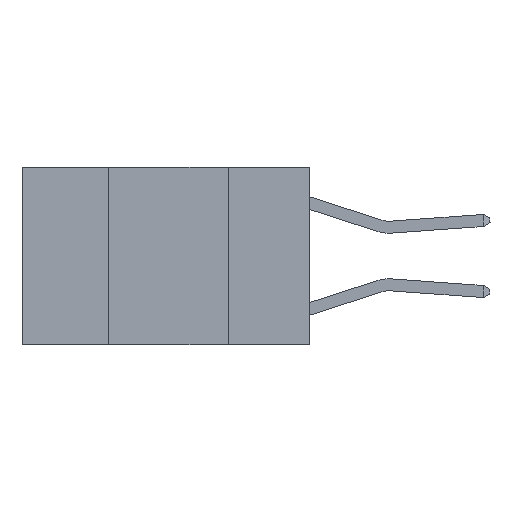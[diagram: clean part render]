
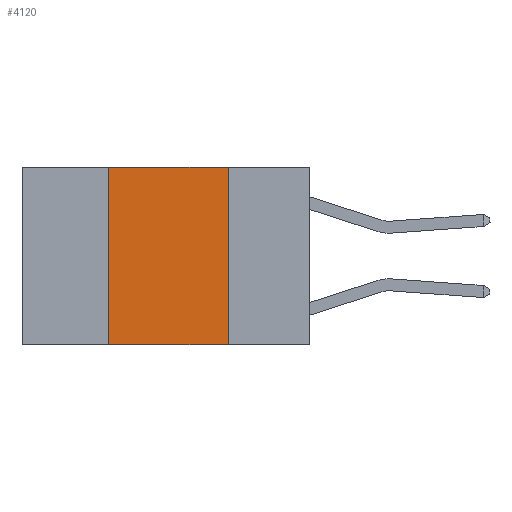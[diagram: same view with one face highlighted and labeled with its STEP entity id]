
A CAD part, left-side view. The second image highlights one B-rep face of the part: STEP entity #4120.
In plain terms, the highlighted planar face has unit normal (-1, 0, 0).
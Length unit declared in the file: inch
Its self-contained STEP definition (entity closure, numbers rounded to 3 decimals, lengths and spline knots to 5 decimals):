
#1103 = CARTESIAN_POINT ( 'NONE',  ( 0., 0.6, 0. ) ) ;
#1695 = CARTESIAN_POINT ( 'NONE',  ( 0., 0.6, -0.37 ) ) ;
#1877 = VERTEX_POINT ( 'NONE', #3607 ) ;
#2215 = EDGE_LOOP ( 'NONE', ( #13824, #8984, #7101, #3491 ) ) ;
#3282 = EDGE_CURVE ( 'NONE', #1877, #16090, #13538, .T. ) ;
#3362 = AXIS2_PLACEMENT_3D ( 'NONE', #12871, #5141, #14180 ) ;
#3491 = ORIENTED_EDGE ( 'NONE', *, *, #14770, .T. ) ;
#3607 = CARTESIAN_POINT ( 'NONE',  ( 0., 0.17, 0. ) ) ;
#4120 = ADVANCED_FACE ( 'NONE', ( #14721 ), #7682, .F. ) ;
#4175 = VECTOR ( 'NONE', #8878, 39.37008 ) ;
#4604 = VECTOR ( 'NONE', #9455, 39.37008 ) ;
#5141 = DIRECTION ( 'NONE',  ( 1., 0., 0. ) ) ;
#5446 = CARTESIAN_POINT ( 'NONE',  ( 0., 0.17, -0.37 ) ) ;
#6107 = DIRECTION ( 'NONE',  ( 0., 0., -1. ) ) ;
#6937 = CARTESIAN_POINT ( 'NONE',  ( 0., 0.42, 0. ) ) ;
#7101 = ORIENTED_EDGE ( 'NONE', *, *, #15396, .F. ) ;
#7608 = LINE ( 'NONE', #1103, #4175 ) ;
#7682 = PLANE ( 'NONE',  #3362 ) ;
#8878 = DIRECTION ( 'NONE',  ( 0., -1., 0. ) ) ;
#8984 = ORIENTED_EDGE ( 'NONE', *, *, #11339, .F. ) ;
#9047 = VERTEX_POINT ( 'NONE', #6937 ) ;
#9326 = CARTESIAN_POINT ( 'NONE',  ( 0., 0.42, 0. ) ) ;
#9455 = DIRECTION ( 'NONE',  ( 0., -1., 0. ) ) ;
#10126 = VECTOR ( 'NONE', #6107, 39.37008 ) ;
#11339 = EDGE_CURVE ( 'NONE', #9047, #1877, #7608, .T. ) ;
#12871 = CARTESIAN_POINT ( 'NONE',  ( 0., 0.6, 0. ) ) ;
#13538 = LINE ( 'NONE', #15155, #10126 ) ;
#13585 = VERTEX_POINT ( 'NONE', #15181 ) ;
#13824 = ORIENTED_EDGE ( 'NONE', *, *, #3282, .F. ) ;
#14180 = DIRECTION ( 'NONE',  ( 0., 0., -1. ) ) ;
#14517 = LINE ( 'NONE', #1695, #4604 ) ;
#14721 = FACE_OUTER_BOUND ( 'NONE', #2215, .T. ) ;
#14770 = EDGE_CURVE ( 'NONE', #13585, #16090, #14517, .T. ) ;
#15155 = CARTESIAN_POINT ( 'NONE',  ( 0., 0.17, 0. ) ) ;
#15181 = CARTESIAN_POINT ( 'NONE',  ( 0., 0.42, -0.37 ) ) ;
#15396 = EDGE_CURVE ( 'NONE', #13585, #9047, #15891, .T. ) ;
#15504 = VECTOR ( 'NONE', #15732, 39.37008 ) ;
#15732 = DIRECTION ( 'NONE',  ( 0., 0., 1. ) ) ;
#15891 = LINE ( 'NONE', #9326, #15504 ) ;
#16090 = VERTEX_POINT ( 'NONE', #5446 ) ;
